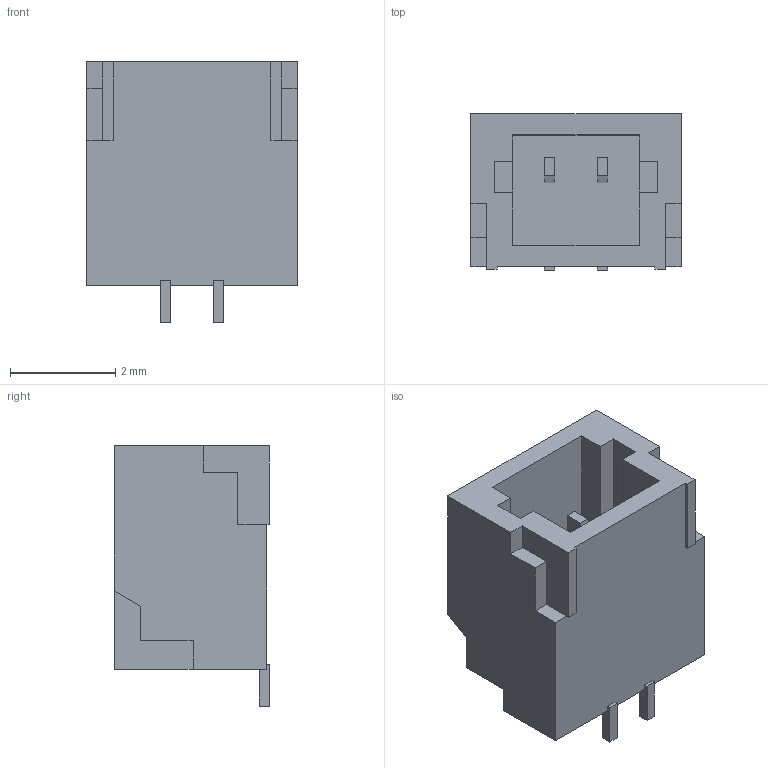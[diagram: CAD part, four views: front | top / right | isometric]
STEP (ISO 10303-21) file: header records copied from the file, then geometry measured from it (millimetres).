
FILE_DESCRIPTION(/* description */ ('STEP AP214'),/* implementation_level */ '2;1');
FILE_NAME(/* name */ 'SM02B-SRSS-TB v1.step',/* time_stamp */ '2025-05-03T12:43:35+03:00',/* author */ (''),/* organization */ (''),/* preprocessor_version */ 'ST-DEVELOPER v20.1',/* originating_system */ 'Autodesk Translation Framework v14.4.0.0',/* authorisation */ '');
FILE_SCHEMA (('AUTOMOTIVE_DESIGN { 1 0 10303 214 3 1 1 }'));
Length unit declared in the file: millimetre
Products named in the file (1): SM02B-SRSS
Bounding box: 4 x 2.96 x 4.95 mm (x, y, z)
Volume: 31.6 mm3; surface area: 117.8 mm2
Topology: 1 solids, 1 shells, 67 faces, 184 edges, 122 vertices
Faces by surface type: plane 67
Entity records: 2203 total; most frequent: CARTESIAN_POINT 374, ORIENTED_EDGE 368, DIRECTION 320, LINE 184, VECTOR 184, EDGE_CURVE 184, VERTEX_POINT 122, EDGE_LOOP 70
